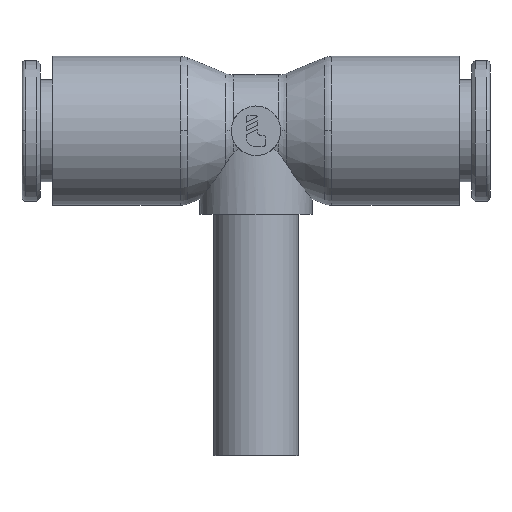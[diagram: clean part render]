
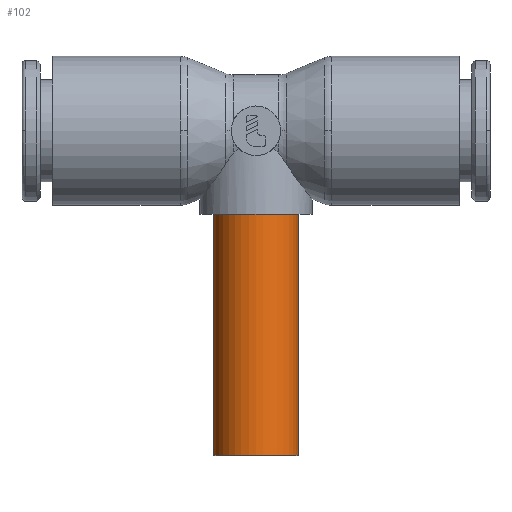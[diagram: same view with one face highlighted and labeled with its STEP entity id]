
A CAD part, top view. The second image highlights one B-rep face of the part: STEP entity #102.
In plain terms, the highlighted cylindrical face has radius 3 mm (diameter 6 mm), a partial arc.
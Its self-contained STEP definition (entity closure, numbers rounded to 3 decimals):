
#102=ADVANCED_FACE('',(#243),#244,.T.);
#243=FACE_OUTER_BOUND('',#413,.T.);
#244=CYLINDRICAL_SURFACE('',#414,3.0);
#413=EDGE_LOOP('',(#925,#926,#927,#928));
#414=AXIS2_PLACEMENT_3D('',#929,#930,#931);
#925=ORIENTED_EDGE('',*,*,#1184,.T.);
#926=ORIENTED_EDGE('',*,*,#1288,.T.);
#927=ORIENTED_EDGE('',*,*,#1186,.T.);
#928=ORIENTED_EDGE('',*,*,#1291,.F.);
#929=CARTESIAN_POINT('',(0.0,11.445,0.0));
#930=DIRECTION('',(-0.0,1.0,0.0));
#931=DIRECTION('',(1.0,0.0,0.0));
#1184=EDGE_CURVE('',#1454,#1455,#1456,.T.);
#1186=EDGE_CURVE('',#1459,#1457,#1460,.T.);
#1288=EDGE_CURVE('',#1455,#1459,#1623,.T.);
#1291=EDGE_CURVE('',#1454,#1457,#1626,.T.);
#1454=VERTEX_POINT('',#1908);
#1455=VERTEX_POINT('',#1909);
#1456=LINE('',#1910,#1911);
#1457=VERTEX_POINT('',#1912);
#1459=VERTEX_POINT('',#1914);
#1460=LINE('',#1915,#1916);
#1623=CIRCLE('',#2437,3.0);
#1626=CIRCLE('',#2440,3.0);
#1908=CARTESIAN_POINT('',(3.0,0.0,0.0));
#1909=CARTESIAN_POINT('',(3.0,17.0,0.));
#1910=CARTESIAN_POINT('',(3.0,11.445,0.));
#1911=VECTOR('',#2631,1.0);
#1912=CARTESIAN_POINT('',(-3.0,0.0,0.));
#1914=CARTESIAN_POINT('',(-3.0,17.0,0.));
#1915=CARTESIAN_POINT('',(-3.0,11.445,0.));
#1916=VECTOR('',#2635,1.0);
#2437=AXIS2_PLACEMENT_3D('',#2791,#2792,#2793);
#2440=AXIS2_PLACEMENT_3D('',#2800,#2801,#2802);
#2631=DIRECTION('',(0.0,1.0,0.0));
#2635=DIRECTION('',(-0.0,-1.0,-0.0));
#2791=CARTESIAN_POINT('',(0.0,17.0,0.0));
#2792=DIRECTION('',(0.0,-1.0,0.0));
#2793=DIRECTION('',(1.0,0.0,0.0));
#2800=CARTESIAN_POINT('',(0.0,0.0,0.0));
#2801=DIRECTION('',(0.0,-1.0,0.0));
#2802=DIRECTION('',(1.0,0.0,0.0));
